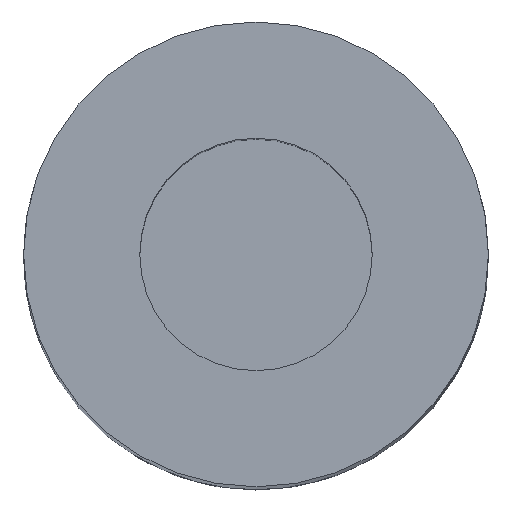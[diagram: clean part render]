
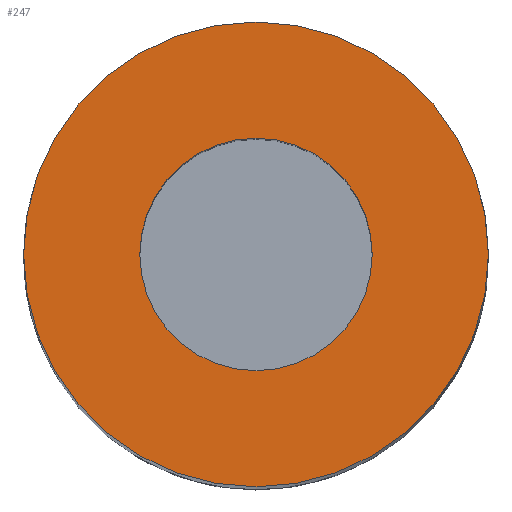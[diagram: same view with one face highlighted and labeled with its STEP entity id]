
A CAD part, top view. The second image highlights one B-rep face of the part: STEP entity #247.
In plain terms, the highlighted planar face has unit normal (0, 0, 1).
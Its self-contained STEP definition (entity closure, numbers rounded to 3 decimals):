
#23 = CARTESIAN_POINT ( 'NONE',  ( -16., 0., 125. ) ) ;
#30 = DIRECTION ( 'NONE',  ( 0., 0., 1. ) ) ;
#35 = ORIENTED_EDGE ( 'NONE', *, *, #391, .T. ) ;
#44 = DIRECTION ( 'NONE',  ( 0., 0., 1. ) ) ;
#51 = CARTESIAN_POINT ( 'NONE',  ( 8., 0., 125. ) ) ;
#70 = EDGE_CURVE ( 'NONE', #439, #538, #223, .T. ) ;
#72 = DIRECTION ( 'NONE',  ( 1., 0., 0. ) ) ;
#74 = CARTESIAN_POINT ( 'NONE',  ( 16., 0., 125. ) ) ;
#78 = ORIENTED_EDGE ( 'NONE', *, *, #584, .T. ) ;
#116 = AXIS2_PLACEMENT_3D ( 'NONE', #371, #30, #567 ) ;
#127 = CARTESIAN_POINT ( 'NONE',  ( -8., 0., 125. ) ) ;
#131 = CARTESIAN_POINT ( 'NONE',  ( 0., 0., 125. ) ) ;
#174 = DIRECTION ( 'NONE',  ( 1., 0., 0. ) ) ;
#179 = AXIS2_PLACEMENT_3D ( 'NONE', #652, #182, #174 ) ;
#182 = DIRECTION ( 'NONE',  ( 0., 0., 1. ) ) ;
#210 = DIRECTION ( 'NONE',  ( 1., 0., 0. ) ) ;
#217 = PLANE ( 'NONE',  #588 ) ;
#223 = CIRCLE ( 'NONE', #116, 8. ) ;
#247 = ADVANCED_FACE ( 'NONE', ( #526, #471 ), #217, .T. ) ;
#257 = EDGE_LOOP ( 'NONE', ( #78, #35 ) ) ;
#276 = ORIENTED_EDGE ( 'NONE', *, *, #70, .F. ) ;
#292 = EDGE_LOOP ( 'NONE', ( #302, #276 ) ) ;
#297 = EDGE_CURVE ( 'NONE', #538, #439, #669, .T. ) ;
#301 = AXIS2_PLACEMENT_3D ( 'NONE', #131, #441, #72 ) ;
#302 = ORIENTED_EDGE ( 'NONE', *, *, #297, .F. ) ;
#357 = CIRCLE ( 'NONE', #301, 16. ) ;
#371 = CARTESIAN_POINT ( 'NONE',  ( 0., 0., 125. ) ) ;
#373 = VERTEX_POINT ( 'NONE', #74 ) ;
#384 = CARTESIAN_POINT ( 'NONE',  ( 0., 0., 125. ) ) ;
#391 = EDGE_CURVE ( 'NONE', #373, #595, #435, .T. ) ;
#393 = AXIS2_PLACEMENT_3D ( 'NONE', #685, #517, #210 ) ;
#435 = CIRCLE ( 'NONE', #179, 16. ) ;
#439 = VERTEX_POINT ( 'NONE', #127 ) ;
#441 = DIRECTION ( 'NONE',  ( 0., 0., 1. ) ) ;
#471 = FACE_OUTER_BOUND ( 'NONE', #257, .T. ) ;
#517 = DIRECTION ( 'NONE',  ( 0., 0., 1. ) ) ;
#526 = FACE_BOUND ( 'NONE', #292, .T. ) ;
#538 = VERTEX_POINT ( 'NONE', #51 ) ;
#567 = DIRECTION ( 'NONE',  ( 1., 0., 0. ) ) ;
#579 = DIRECTION ( 'NONE',  ( 1., 0., 0. ) ) ;
#584 = EDGE_CURVE ( 'NONE', #595, #373, #357, .T. ) ;
#588 = AXIS2_PLACEMENT_3D ( 'NONE', #384, #44, #579 ) ;
#595 = VERTEX_POINT ( 'NONE', #23 ) ;
#652 = CARTESIAN_POINT ( 'NONE',  ( 0., 0., 125. ) ) ;
#669 = CIRCLE ( 'NONE', #393, 8. ) ;
#685 = CARTESIAN_POINT ( 'NONE',  ( 0., 0., 125. ) ) ;
